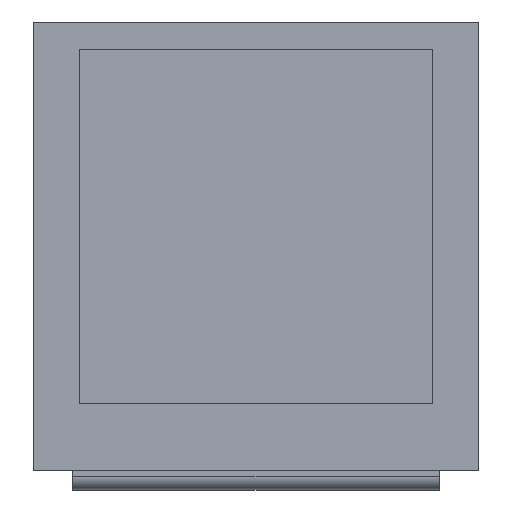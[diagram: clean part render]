
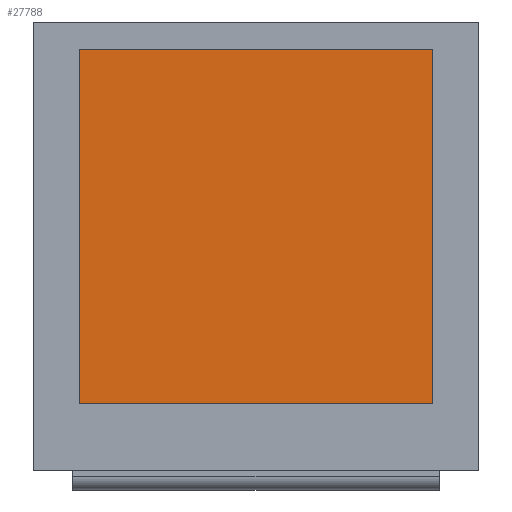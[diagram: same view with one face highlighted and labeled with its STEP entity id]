
A CAD part, top view. The second image highlights one B-rep face of the part: STEP entity #27788.
In plain terms, the highlighted planar face has unit normal (0, 0, 1).
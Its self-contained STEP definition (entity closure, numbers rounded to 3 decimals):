
#27679 = VERTEX_POINT('',#27680);
#27680 = CARTESIAN_POINT('',(13.428,-0.887,2.037));
#27686 = EDGE_CURVE('',#27687,#27679,#27689,.T.);
#27687 = VERTEX_POINT('',#27688);
#27688 = CARTESIAN_POINT('',(-13.427,-0.887,2.037));
#27689 = LINE('',#27690,#27691);
#27690 = CARTESIAN_POINT('',(13.428,-0.887,2.037));
#27691 = VECTOR('',#27692,1.);
#27692 = DIRECTION('',(1.,0.,0.));
#27717 = EDGE_CURVE('',#27718,#27687,#27720,.T.);
#27718 = VERTEX_POINT('',#27719);
#27719 = CARTESIAN_POINT('',(-13.427,25.977,2.037));
#27720 = LINE('',#27721,#27722);
#27721 = CARTESIAN_POINT('',(-13.427,-0.887,2.037));
#27722 = VECTOR('',#27723,1.);
#27723 = DIRECTION('',(0.,-1.,0.));
#27748 = EDGE_CURVE('',#27749,#27718,#27751,.T.);
#27749 = VERTEX_POINT('',#27750);
#27750 = CARTESIAN_POINT('',(13.428,25.977,2.037));
#27751 = LINE('',#27752,#27753);
#27752 = CARTESIAN_POINT('',(-13.427,25.977,2.037));
#27753 = VECTOR('',#27754,1.);
#27754 = DIRECTION('',(-1.,0.,0.));
#27777 = EDGE_CURVE('',#27679,#27749,#27778,.T.);
#27778 = LINE('',#27779,#27780);
#27779 = CARTESIAN_POINT('',(13.428,25.977,2.037));
#27780 = VECTOR('',#27781,1.);
#27781 = DIRECTION('',(0.,1.,0.));
#27788 = ADVANCED_FACE('',(#27789),#27795,.T.);
#27789 = FACE_BOUND('',#27790,.T.);
#27790 = EDGE_LOOP('',(#27791,#27792,#27793,#27794));
#27791 = ORIENTED_EDGE('',*,*,#27777,.T.);
#27792 = ORIENTED_EDGE('',*,*,#27748,.T.);
#27793 = ORIENTED_EDGE('',*,*,#27717,.T.);
#27794 = ORIENTED_EDGE('',*,*,#27686,.T.);
#27795 = PLANE('',#27796);
#27796 = AXIS2_PLACEMENT_3D('',#27797,#27798,#27799);
#27797 = CARTESIAN_POINT('',(0.,12.545,
    2.037));
#27798 = DIRECTION('',(0.,0.,1.));
#27799 = DIRECTION('',(0.,-1.,0.));
